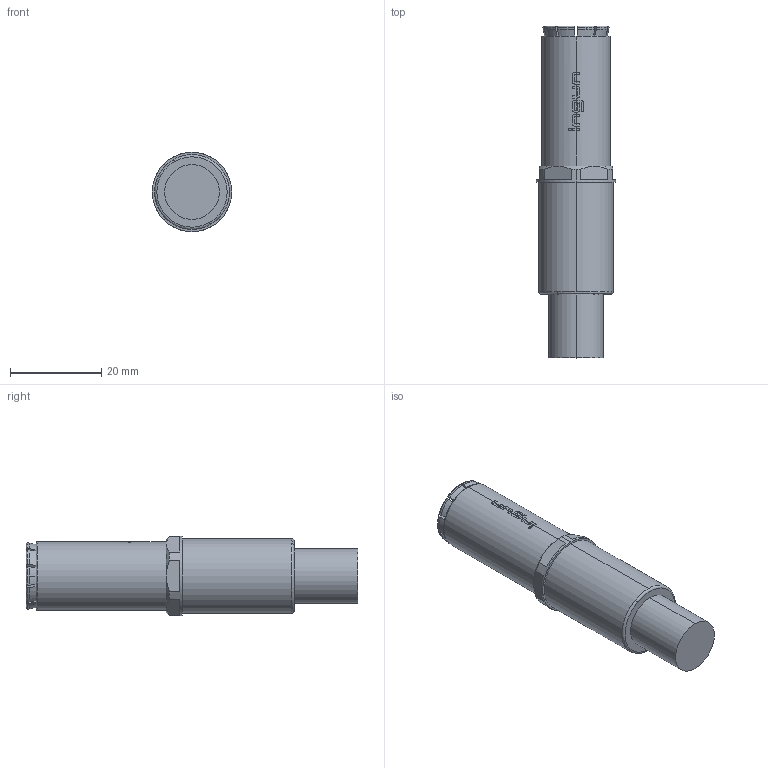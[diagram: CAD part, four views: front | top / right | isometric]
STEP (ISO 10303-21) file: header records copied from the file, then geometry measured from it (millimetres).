
FILE_DESCRIPTION (( 'STEP AP203' ), '1' );
FILE_NAME ('INGUN_HKR-672_1000_130_S_xxx04_M.STEP', '2021-12-06T12:05:03', ( 'ochi' ), ( '' ), 'SwSTEP 2.0', 'SolidWorks 2018', '' );
FILE_SCHEMA (( 'CONFIG_CONTROL_DESIGN' ));
Length unit declared in the file: millimetre
Products named in the file (1): INGUN_HKR-672_1000_130_S_xxx04_M
Bounding box: 17.4 x 72.7 x 17.4 mm (x, y, z)
Volume: 11334.3 mm3; surface area: 5873.4 mm2
Topology: 1 solids, 1 shells, 234 faces, 725 edges, 480 vertices
Faces by surface type: plane 90, bspline 74, cylinder 43, cone 27
Entity records: 9550 total; most frequent: CARTESIAN_POINT 3536, ORIENTED_EDGE 1450, DIRECTION 1045, EDGE_CURVE 725, VERTEX_POINT 480, AXIS2_PLACEMENT_3D 407, CIRCLE 246, EDGE_LOOP 241
